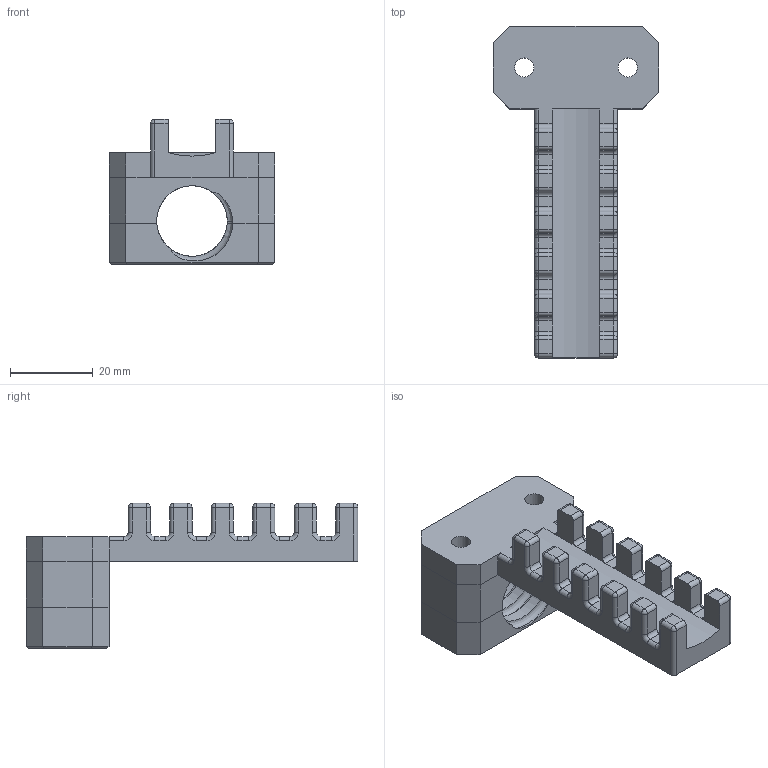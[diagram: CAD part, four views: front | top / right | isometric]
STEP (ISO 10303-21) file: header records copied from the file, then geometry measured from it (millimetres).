
FILE_DESCRIPTION(('FreeCAD Model'),'2;1');
FILE_NAME('Open CASCADE Shape Model','2022-10-22T11:06:33',(''),(''), 'Open CASCADE STEP processor 7.6','FreeCAD','Unknown');
FILE_SCHEMA(('AUTOMOTIVE_DESIGN { 1 0 10303 214 1 1 1 1 }'));
Length unit declared in the file: millimetre
Products named in the file (4): CPAP back panel tube mount VZ330; part1; part2; part3
Assembly tree (3 placements, depth 2):
  CPAP back panel tube mount VZ330
    part1
    part2
    part3
Bounding box: 40 x 80 x 35 mm (x, y, z)
Volume: 23199.4 mm3; surface area: 13260.7 mm2
Topology: 3 solids, 3 shells, 290 faces, 736 edges, 414 vertices
Faces by surface type: cylinder 116, plane 104, sphere 24, bspline 24, torus 22
Full cylindrical faces by diameter (mm): 4.6 x6, 8 x2
Entity records: 30072 total; most frequent: CARTESIAN_POINT 16506, DIRECTION 2394, ORIENTED_EDGE 1396, PCURVE 1396, DEFINITIONAL_REPRESENTATION 1396, LINE 1337, VECTOR 1337, EDGE_CURVE 698
